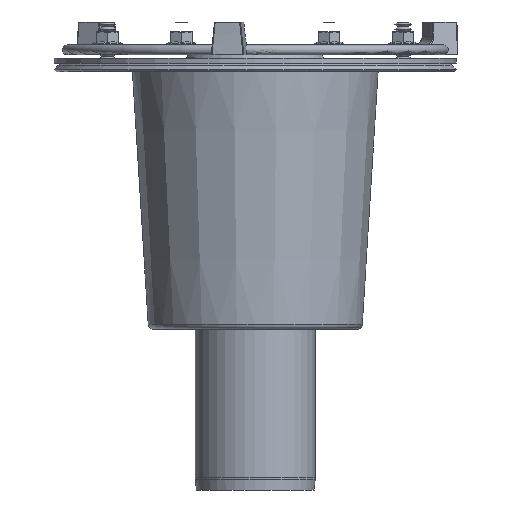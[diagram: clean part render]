
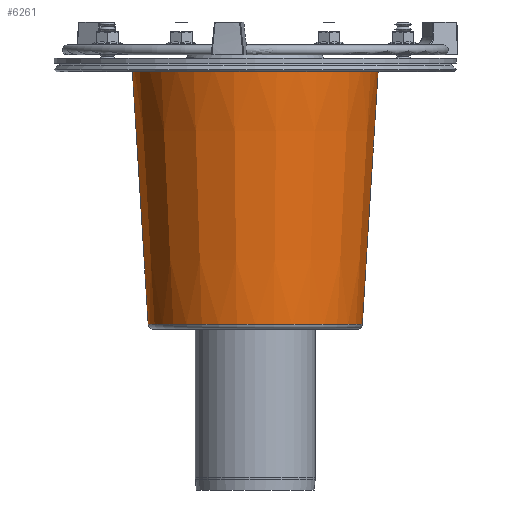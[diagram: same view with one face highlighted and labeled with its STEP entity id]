
A CAD part, front view. The second image highlights one B-rep face of the part: STEP entity #6261.
In plain terms, the highlighted conical face has half-angle 3.576 degrees and reference radius 700.879 mm.
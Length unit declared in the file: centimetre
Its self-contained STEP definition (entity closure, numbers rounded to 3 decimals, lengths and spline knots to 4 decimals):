
#990=FACE_OUTER_BOUND('',#1521,.T.);
#1521=EDGE_LOOP('',(#5436,#5437,#5438,#5439,#5440));
#1981=CIRCLE('',#7815,75.);
#1982=CIRCLE('',#7817,65.1758);
#1983=CIRCLE('',#7818,65.1758);
#2551=VERTEX_POINT('',#14282);
#2552=VERTEX_POINT('',#14285);
#2553=VERTEX_POINT('',#14286);
#3519=EDGE_CURVE('',#2551,#2551,#1981,.T.);
#3520=EDGE_CURVE('',#2552,#2553,#1982,.T.);
#3521=EDGE_CURVE('',#2553,#2552,#1983,.T.);
#3522=EDGE_CURVE('',#2553,#2551,#6631,.T.);
#5436=ORIENTED_EDGE('',*,*,#3520,.F.);
#5437=ORIENTED_EDGE('',*,*,#3521,.F.);
#5438=ORIENTED_EDGE('',*,*,#3522,.T.);
#5439=ORIENTED_EDGE('',*,*,#3519,.T.);
#5440=ORIENTED_EDGE('',*,*,#3522,.F.);
#5809=CONICAL_SURFACE('',#7816,70.0879,0.062);
#6261=ADVANCED_FACE('',(#990),#5809,.T.);
#6631=LINE('',#14289,#6946);
#6946=VECTOR('',#9882,70.0879);
#7815=AXIS2_PLACEMENT_3D('',#14283,#9874,#9875);
#7816=AXIS2_PLACEMENT_3D('',#14284,#9876,#9877);
#7817=AXIS2_PLACEMENT_3D('',#14287,#9878,#9879);
#7818=AXIS2_PLACEMENT_3D('',#14288,#9880,#9881);
#9874=DIRECTION('center_axis',(0.,0.,
-1.));
#9875=DIRECTION('ref_axis',(-1.,0.,0.));
#9876=DIRECTION('center_axis',(0.,0.,
1.));
#9877=DIRECTION('ref_axis',(-1.,0.,0.));
#9878=DIRECTION('center_axis',(0.,0.,
-1.));
#9879=DIRECTION('ref_axis',(-1.,0.,0.));
#9880=DIRECTION('center_axis',(0.,0.,
-1.));
#9881=DIRECTION('ref_axis',(-1.,0.,0.));
#9882=DIRECTION('',(0.062,0.,0.998));
#14282=CARTESIAN_POINT('',(74.4685,-0.0501,313.));
#14283=CARTESIAN_POINT('Origin',(-0.5315,-0.0501,
313.));
#14284=CARTESIAN_POINT('Origin',(-0.5315,-0.0501,
234.4064));
#14285=CARTESIAN_POINT('',(-0.5315,-65.2259,155.8129));
#14286=CARTESIAN_POINT('',(64.6443,-0.0501,155.8129));
#14287=CARTESIAN_POINT('Origin',(-0.5315,-0.0501,
155.8129));
#14288=CARTESIAN_POINT('Origin',(-0.5315,-0.0501,
155.8129));
#14289=CARTESIAN_POINT('',(69.5564,-0.0501,234.4064));
